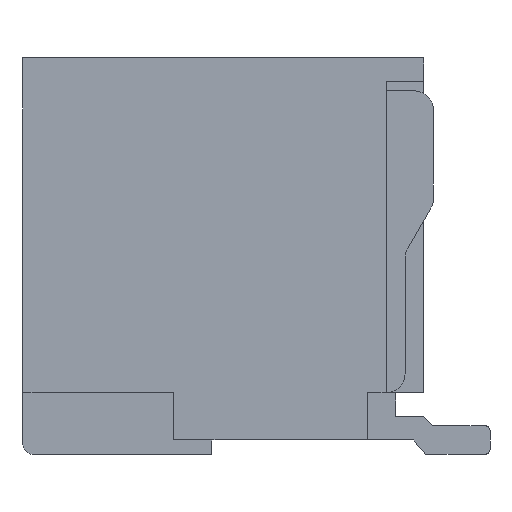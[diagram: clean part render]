
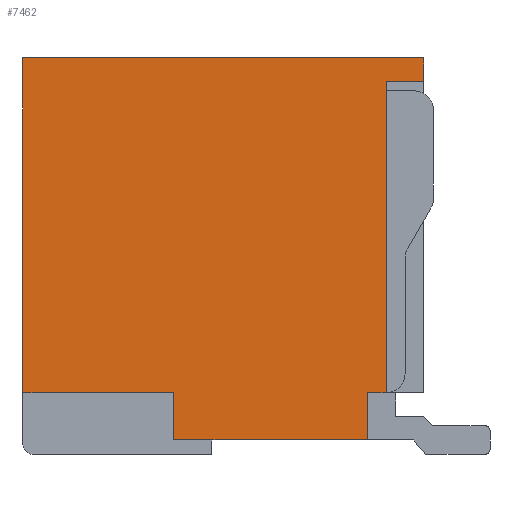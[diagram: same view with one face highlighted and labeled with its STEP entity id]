
A CAD part, left-side view. The second image highlights one B-rep face of the part: STEP entity #7462.
In plain terms, the highlighted planar face has unit normal (-1, 0, 0).
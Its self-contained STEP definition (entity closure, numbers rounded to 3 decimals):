
#40 = PLANE ( 'NONE',  #7619 ) ;
#342 = FACE_OUTER_BOUND ( 'NONE', #16189, .T. ) ;
#772 = CARTESIAN_POINT ( 'NONE',  ( -2.875, -1.578, 0. ) ) ;
#987 = VECTOR ( 'NONE', #16403, 1000. ) ;
#1031 = VECTOR ( 'NONE', #9309, 1000. ) ;
#1236 = EDGE_CURVE ( 'NONE', #6834, #10101, #1411, .T. ) ;
#1263 = ORIENTED_EDGE ( 'NONE', *, *, #15827, .T. ) ;
#1386 = LINE ( 'NONE', #16974, #8580 ) ;
#1411 = LINE ( 'NONE', #7715, #19270 ) ;
#1588 = VERTEX_POINT ( 'NONE', #772 ) ;
#1599 = EDGE_CURVE ( 'NONE', #2544, #8166, #19571, .T. ) ;
#1621 = ORIENTED_EDGE ( 'NONE', *, *, #8607, .T. ) ;
#1707 = CARTESIAN_POINT ( 'NONE',  ( -2.875, -2.178, 3.8 ) ) ;
#2179 = DIRECTION ( 'NONE',  ( 0., 1., 0. ) ) ;
#2236 = CARTESIAN_POINT ( 'NONE',  ( -2.875, -2.178, 3.8 ) ) ;
#2544 = VERTEX_POINT ( 'NONE', #6820 ) ;
#2938 = ORIENTED_EDGE ( 'NONE', *, *, #15310, .F. ) ;
#3100 = DIRECTION ( 'NONE',  ( 0., -1., 0. ) ) ;
#3296 = CARTESIAN_POINT ( 'NONE',  ( -2.875, 2.072, 4.05 ) ) ;
#3497 = CARTESIAN_POINT ( 'NONE',  ( -2.875, -1.578, 0.5 ) ) ;
#3576 = ORIENTED_EDGE ( 'NONE', *, *, #1236, .F. ) ;
#3639 = VERTEX_POINT ( 'NONE', #3296 ) ;
#3848 = EDGE_CURVE ( 'NONE', #13169, #1588, #20212, .T. ) ;
#4785 = LINE ( 'NONE', #1707, #19413 ) ;
#5052 = CARTESIAN_POINT ( 'NONE',  ( -2.875, 2.072, 0.5 ) ) ;
#5127 = CARTESIAN_POINT ( 'NONE',  ( -2.875, 2.072, 4.05 ) ) ;
#5131 = LINE ( 'NONE', #11452, #7514 ) ;
#5757 = EDGE_CURVE ( 'NONE', #18557, #2544, #19092, .T. ) ;
#6820 = CARTESIAN_POINT ( 'NONE',  ( -2.875, 0.472, 0.5 ) ) ;
#6834 = VERTEX_POINT ( 'NONE', #16531 ) ;
#6951 = CARTESIAN_POINT ( 'NONE',  ( -2.875, -1.778, 0.5 ) ) ;
#7059 = DIRECTION ( 'NONE',  ( 0., 1., 0. ) ) ;
#7388 = DIRECTION ( 'NONE',  ( 0., 0., -1. ) ) ;
#7462 = ADVANCED_FACE ( 'NONE', ( #342 ), #40, .F. ) ;
#7514 = VECTOR ( 'NONE', #3100, 1000. ) ;
#7597 = DIRECTION ( 'NONE',  ( 0., 1., 0. ) ) ;
#7619 = AXIS2_PLACEMENT_3D ( 'NONE', #9505, #17867, #2179 ) ;
#7715 = CARTESIAN_POINT ( 'NONE',  ( -2.875, -2.178, 4.05 ) ) ;
#7873 = CARTESIAN_POINT ( 'NONE',  ( -2.875, -2.178, 0.5 ) ) ;
#8166 = VERTEX_POINT ( 'NONE', #5052 ) ;
#8580 = VECTOR ( 'NONE', #13689, 1000. ) ;
#8594 = CARTESIAN_POINT ( 'NONE',  ( -2.875, 2.072, 0.5 ) ) ;
#8607 = EDGE_CURVE ( 'NONE', #3639, #8166, #13104, .T. ) ;
#8776 = VERTEX_POINT ( 'NONE', #18780 ) ;
#9241 = CARTESIAN_POINT ( 'NONE',  ( -2.875, -1.578, 0. ) ) ;
#9309 = DIRECTION ( 'NONE',  ( 0., 1., 0. ) ) ;
#9315 = ORIENTED_EDGE ( 'NONE', *, *, #13194, .F. ) ;
#9355 = ORIENTED_EDGE ( 'NONE', *, *, #3848, .F. ) ;
#9391 = EDGE_CURVE ( 'NONE', #13644, #13169, #15955, .T. ) ;
#9505 = CARTESIAN_POINT ( 'NONE',  ( -2.875, 2.072, 4.05 ) ) ;
#9874 = ORIENTED_EDGE ( 'NONE', *, *, #1599, .F. ) ;
#10101 = VERTEX_POINT ( 'NONE', #2236 ) ;
#10742 = VECTOR ( 'NONE', #14042, 1000. ) ;
#10976 = CARTESIAN_POINT ( 'NONE',  ( -2.875, -1.778, 0.5 ) ) ;
#11346 = ORIENTED_EDGE ( 'NONE', *, *, #9391, .F. ) ;
#11452 = CARTESIAN_POINT ( 'NONE',  ( -2.875, 2.072, 4.05 ) ) ;
#13104 = LINE ( 'NONE', #5127, #987 ) ;
#13169 = VERTEX_POINT ( 'NONE', #3497 ) ;
#13194 = EDGE_CURVE ( 'NONE', #3639, #6834, #5131, .T. ) ;
#13263 = DIRECTION ( 'NONE',  ( 0., 0., -1. ) ) ;
#13389 = EDGE_CURVE ( 'NONE', #10101, #8776, #4785, .T. ) ;
#13644 = VERTEX_POINT ( 'NONE', #10976 ) ;
#13689 = DIRECTION ( 'NONE',  ( 0., -1., 0. ) ) ;
#14013 = ORIENTED_EDGE ( 'NONE', *, *, #5757, .F. ) ;
#14014 = DIRECTION ( 'NONE',  ( 0., 0., -1. ) ) ;
#14042 = DIRECTION ( 'NONE',  ( 0., 0., 1. ) ) ;
#14537 = CARTESIAN_POINT ( 'NONE',  ( -2.875, 0.472, 0. ) ) ;
#14903 = LINE ( 'NONE', #6951, #18127 ) ;
#15310 = EDGE_CURVE ( 'NONE', #8776, #13644, #14903, .T. ) ;
#15804 = CARTESIAN_POINT ( 'NONE',  ( -2.875, 0.472, 0. ) ) ;
#15827 = EDGE_CURVE ( 'NONE', #18557, #1588, #1386, .T. ) ;
#15955 = LINE ( 'NONE', #7873, #1031 ) ;
#16189 = EDGE_LOOP ( 'NONE', ( #1621, #9874, #14013, #1263, #9355, #11346, #2938, #19436, #3576, #9315 ) ) ;
#16403 = DIRECTION ( 'NONE',  ( 0., 0., -1. ) ) ;
#16531 = CARTESIAN_POINT ( 'NONE',  ( -2.875, -2.178, 4.05 ) ) ;
#16642 = VECTOR ( 'NONE', #7059, 1000. ) ;
#16974 = CARTESIAN_POINT ( 'NONE',  ( -2.875, 2.072, 0. ) ) ;
#17867 = DIRECTION ( 'NONE',  ( 1., 0., 0. ) ) ;
#17875 = VECTOR ( 'NONE', #7388, 1000. ) ;
#18127 = VECTOR ( 'NONE', #13263, 1000. ) ;
#18557 = VERTEX_POINT ( 'NONE', #14537 ) ;
#18780 = CARTESIAN_POINT ( 'NONE',  ( -2.875, -1.778, 3.8 ) ) ;
#19092 = LINE ( 'NONE', #15804, #10742 ) ;
#19270 = VECTOR ( 'NONE', #14014, 1000. ) ;
#19413 = VECTOR ( 'NONE', #7597, 1000. ) ;
#19436 = ORIENTED_EDGE ( 'NONE', *, *, #13389, .F. ) ;
#19571 = LINE ( 'NONE', #8594, #16642 ) ;
#20212 = LINE ( 'NONE', #9241, #17875 ) ;
